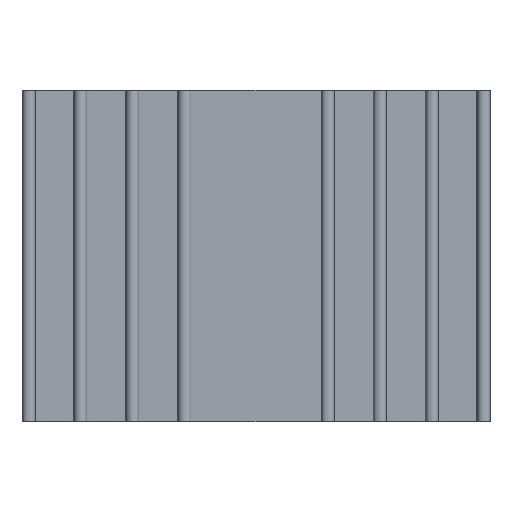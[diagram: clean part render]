
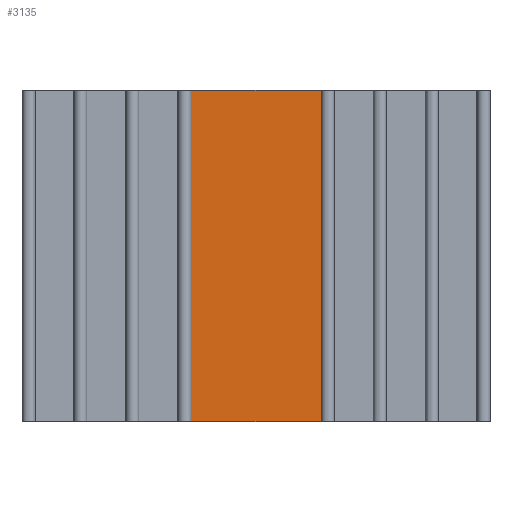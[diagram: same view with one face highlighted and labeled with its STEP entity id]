
A CAD part, left-side view. The second image highlights one B-rep face of the part: STEP entity #3135.
In plain terms, the highlighted planar face has unit normal (-1, 0, 0).
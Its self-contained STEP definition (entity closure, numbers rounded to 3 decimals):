
#509=FACE_OUTER_BOUND('',#679,.T.);
#679=EDGE_LOOP('',(#2255,#2256,#2257,#2258));
#863=LINE('',#5179,#1071);
#864=LINE('',#5183,#1072);
#865=LINE('',#5185,#1073);
#866=LINE('',#5186,#1074);
#1071=VECTOR('',#4071,25.5);
#1072=VECTOR('',#4076,10.);
#1073=VECTOR('',#4077,25.5);
#1074=VECTOR('',#4078,10.);
#1315=VERTEX_POINT('',#5176);
#1316=VERTEX_POINT('',#5178);
#1317=VERTEX_POINT('',#5182);
#1318=VERTEX_POINT('',#5184);
#1700=EDGE_CURVE('',#1316,#1315,#863,.T.);
#1702=EDGE_CURVE('',#1315,#1317,#864,.T.);
#1703=EDGE_CURVE('',#1318,#1317,#865,.T.);
#1704=EDGE_CURVE('',#1316,#1318,#866,.T.);
#2255=ORIENTED_EDGE('',*,*,#1702,.T.);
#2256=ORIENTED_EDGE('',*,*,#1703,.F.);
#2257=ORIENTED_EDGE('',*,*,#1704,.F.);
#2258=ORIENTED_EDGE('',*,*,#1700,.T.);
#3070=PLANE('',#3405);
#3135=ADVANCED_FACE('',(#509),#3070,.T.);
#3405=AXIS2_PLACEMENT_3D('',#5181,#4074,#4075);
#4071=DIRECTION('',(0.,0.,1.));
#4074=DIRECTION('center_axis',(-1.,0.,0.));
#4075=DIRECTION('ref_axis',(0.,0.,1.));
#4076=DIRECTION('',(0.,1.,0.));
#4077=DIRECTION('',(0.,0.,1.));
#4078=DIRECTION('',(0.,1.,0.));
#5176=CARTESIAN_POINT('',(-1.25,10.25,25.5));
#5178=CARTESIAN_POINT('',(-1.25,10.25,0.));
#5179=CARTESIAN_POINT('',(-1.25,10.25,0.));
#5181=CARTESIAN_POINT('Origin',(-1.25,10.25,0.));
#5182=CARTESIAN_POINT('',(-1.25,20.25,25.5));
#5183=CARTESIAN_POINT('',(-1.25,10.25,25.5));
#5184=CARTESIAN_POINT('',(-1.25,20.25,0.));
#5185=CARTESIAN_POINT('',(-1.25,20.25,0.));
#5186=CARTESIAN_POINT('',(-1.25,10.25,0.));
